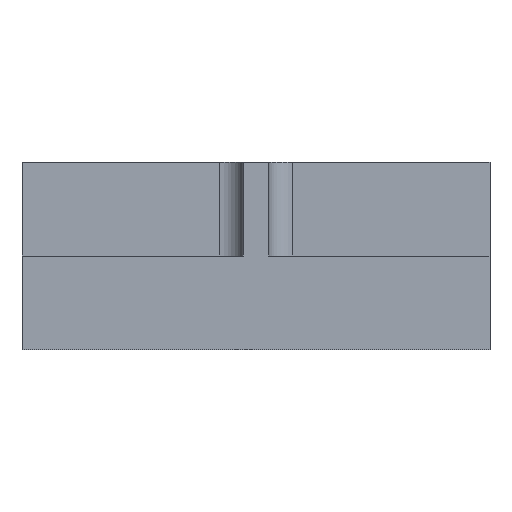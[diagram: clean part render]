
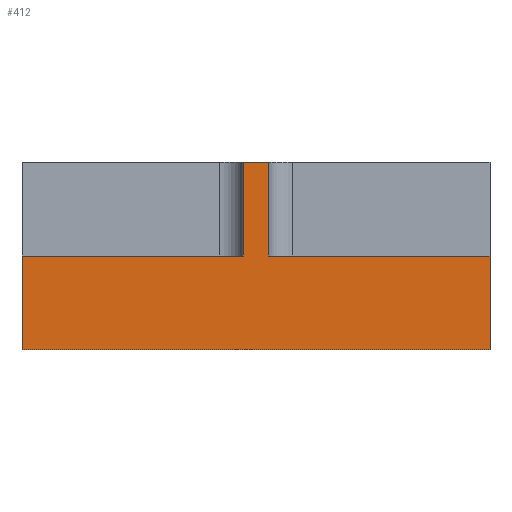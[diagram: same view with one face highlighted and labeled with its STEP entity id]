
A CAD part, front view. The second image highlights one B-rep face of the part: STEP entity #412.
In plain terms, the highlighted planar face has unit normal (0, -1, 0).
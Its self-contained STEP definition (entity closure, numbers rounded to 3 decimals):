
#18 = VERTEX_POINT ( 'NONE', #386 ) ;
#71 = CARTESIAN_POINT ( 'NONE',  ( 6., -15., 8.5 ) ) ;
#77 = VERTEX_POINT ( 'NONE', #513 ) ;
#85 = CARTESIAN_POINT ( 'NONE',  ( 0.55, -15., 8.5 ) ) ;
#100 = DIRECTION ( 'NONE',  ( 0., 0., -1. ) ) ;
#124 = CARTESIAN_POINT ( 'NONE',  ( 6., -15., 4.5 ) ) ;
#141 = ORIENTED_EDGE ( 'NONE', *, *, #1106, .T. ) ;
#151 = LINE ( 'NONE', #722, #1403 ) ;
#168 = CARTESIAN_POINT ( 'NONE',  ( -11.55, -15., 8.5 ) ) ;
#174 = EDGE_CURVE ( 'NONE', #1163, #1137, #970, .T. ) ;
#178 = DIRECTION ( 'NONE',  ( 1., 0., 0. ) ) ;
#184 = CARTESIAN_POINT ( 'NONE',  ( 10., -15., 4.5 ) ) ;
#225 = CARTESIAN_POINT ( 'NONE',  ( -10., -15., 8.5 ) ) ;
#267 = DIRECTION ( 'NONE',  ( 0., 0., 1. ) ) ;
#271 = DIRECTION ( 'NONE',  ( 0., 0., -1. ) ) ;
#280 = EDGE_CURVE ( 'NONE', #1045, #1137, #353, .T. ) ;
#285 = FACE_OUTER_BOUND ( 'NONE', #869, .T. ) ;
#287 = VECTOR ( 'NONE', #602, 1000. ) ;
#328 = CARTESIAN_POINT ( 'NONE',  ( -10., -15., 8.5 ) ) ;
#353 = LINE ( 'NONE', #124, #1195 ) ;
#386 = CARTESIAN_POINT ( 'NONE',  ( -0.55, -15., 8.5 ) ) ;
#402 = EDGE_CURVE ( 'NONE', #472, #1045, #731, .T. ) ;
#412 = ADVANCED_FACE ( 'NONE', ( #285 ), #486, .F. ) ;
#419 = AXIS2_PLACEMENT_3D ( 'NONE', #71, #617, #271 ) ;
#421 = EDGE_CURVE ( 'NONE', #1163, #18, #825, .T. ) ;
#453 = VECTOR ( 'NONE', #267, 1000. ) ;
#472 = VERTEX_POINT ( 'NONE', #600 ) ;
#486 = PLANE ( 'NONE',  #419 ) ;
#490 = VECTOR ( 'NONE', #1273, 1000. ) ;
#513 = CARTESIAN_POINT ( 'NONE',  ( -0.55, -15., 12.5 ) ) ;
#540 = CARTESIAN_POINT ( 'NONE',  ( 0.55, -15., 12.5 ) ) ;
#579 = VECTOR ( 'NONE', #100, 1000. ) ;
#600 = CARTESIAN_POINT ( 'NONE',  ( 10., -15., 8.5 ) ) ;
#602 = DIRECTION ( 'NONE',  ( -1., 0., 0. ) ) ;
#607 = VERTEX_POINT ( 'NONE', #540 ) ;
#608 = LINE ( 'NONE', #1058, #453 ) ;
#617 = DIRECTION ( 'NONE',  ( 0., 1., 0. ) ) ;
#626 = ORIENTED_EDGE ( 'NONE', *, *, #402, .F. ) ;
#667 = VERTEX_POINT ( 'NONE', #85 ) ;
#679 = ORIENTED_EDGE ( 'NONE', *, *, #421, .F. ) ;
#722 = CARTESIAN_POINT ( 'NONE',  ( 11.55, -15., 8.5 ) ) ;
#724 = DIRECTION ( 'NONE',  ( 0., 0., -1. ) ) ;
#731 = LINE ( 'NONE', #1263, #1049 ) ;
#736 = VECTOR ( 'NONE', #992, 1000. ) ;
#753 = LINE ( 'NONE', #1199, #736 ) ;
#824 = LINE ( 'NONE', #1162, #287 ) ;
#825 = LINE ( 'NONE', #168, #490 ) ;
#869 = EDGE_LOOP ( 'NONE', ( #1402, #934, #679, #1181, #1433, #626, #1130, #141 ) ) ;
#874 = EDGE_CURVE ( 'NONE', #667, #472, #151, .T. ) ;
#893 = EDGE_CURVE ( 'NONE', #607, #77, #824, .T. ) ;
#908 = DIRECTION ( 'NONE',  ( -1., 0., 0. ) ) ;
#934 = ORIENTED_EDGE ( 'NONE', *, *, #1328, .F. ) ;
#970 = LINE ( 'NONE', #328, #579 ) ;
#992 = DIRECTION ( 'NONE',  ( 0., 0., 1. ) ) ;
#1021 = CARTESIAN_POINT ( 'NONE',  ( -10., -15., 4.5 ) ) ;
#1045 = VERTEX_POINT ( 'NONE', #184 ) ;
#1049 = VECTOR ( 'NONE', #724, 1000. ) ;
#1058 = CARTESIAN_POINT ( 'NONE',  ( -0.55, -15., 8.5 ) ) ;
#1106 = EDGE_CURVE ( 'NONE', #667, #607, #753, .T. ) ;
#1130 = ORIENTED_EDGE ( 'NONE', *, *, #874, .F. ) ;
#1137 = VERTEX_POINT ( 'NONE', #1021 ) ;
#1162 = CARTESIAN_POINT ( 'NONE',  ( 6., -15., 12.5 ) ) ;
#1163 = VERTEX_POINT ( 'NONE', #225 ) ;
#1181 = ORIENTED_EDGE ( 'NONE', *, *, #174, .T. ) ;
#1195 = VECTOR ( 'NONE', #908, 1000. ) ;
#1199 = CARTESIAN_POINT ( 'NONE',  ( 0.55, -15., 8.5 ) ) ;
#1263 = CARTESIAN_POINT ( 'NONE',  ( 10., -15., 8.5 ) ) ;
#1273 = DIRECTION ( 'NONE',  ( 1., 0., 0. ) ) ;
#1328 = EDGE_CURVE ( 'NONE', #18, #77, #608, .T. ) ;
#1402 = ORIENTED_EDGE ( 'NONE', *, *, #893, .T. ) ;
#1403 = VECTOR ( 'NONE', #178, 1000. ) ;
#1433 = ORIENTED_EDGE ( 'NONE', *, *, #280, .F. ) ;
